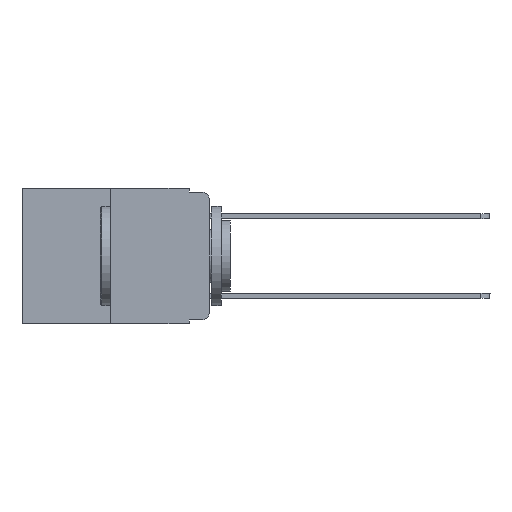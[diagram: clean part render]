
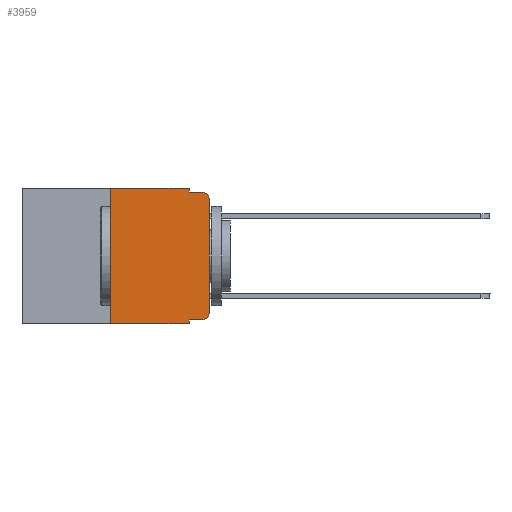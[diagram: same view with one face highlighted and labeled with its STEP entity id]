
A CAD part, left-side view. The second image highlights one B-rep face of the part: STEP entity #3959.
In plain terms, the highlighted planar face has unit normal (-1, 0, 0).
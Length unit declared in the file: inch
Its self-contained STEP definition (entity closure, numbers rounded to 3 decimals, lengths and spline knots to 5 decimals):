
#359 = EDGE_CURVE ( 'NONE', #10814, #7384, #12466, .T. ) ;
#561 = VECTOR ( 'NONE', #11319, 39.37008 ) ;
#599 = VERTEX_POINT ( 'NONE', #15705 ) ;
#1006 = EDGE_CURVE ( 'NONE', #1835, #5037, #8989, .T. ) ;
#1019 = DIRECTION ( 'NONE',  ( 0., -1., 0. ) ) ;
#1312 = VERTEX_POINT ( 'NONE', #13526 ) ;
#1642 = EDGE_CURVE ( 'NONE', #3730, #599, #3014, .T. ) ;
#1835 = VERTEX_POINT ( 'NONE', #8199 ) ;
#1945 = CARTESIAN_POINT ( 'NONE',  ( 0., 0.25, -0.343 ) ) ;
#1970 = LINE ( 'NONE', #6656, #3816 ) ;
#2148 = VECTOR ( 'NONE', #1019, 39.37008 ) ;
#2659 = DIRECTION ( 'NONE',  ( 1., 0., 0. ) ) ;
#2698 = EDGE_CURVE ( 'NONE', #1312, #7384, #11781, .T. ) ;
#3014 = LINE ( 'NONE', #3468, #561 ) ;
#3429 = CARTESIAN_POINT ( 'NONE',  ( 0., 0.02, -0.333 ) ) ;
#3467 = CARTESIAN_POINT ( 'NONE',  ( 0., 0.051, 0. ) ) ;
#3468 = CARTESIAN_POINT ( 'NONE',  ( 0., 0.051, 0. ) ) ;
#3501 = DIRECTION ( 'NONE',  ( 0., 0., 1. ) ) ;
#3730 = VERTEX_POINT ( 'NONE', #9975 ) ;
#3816 = VECTOR ( 'NONE', #5445, 39.37008 ) ;
#3959 = ADVANCED_FACE ( 'NONE', ( #16241 ), #13344, .F. ) ;
#4108 = ORIENTED_EDGE ( 'NONE', *, *, #1642, .F. ) ;
#4436 = LINE ( 'NONE', #3467, #10169 ) ;
#4469 = EDGE_CURVE ( 'NONE', #5037, #1312, #4436, .T. ) ;
#4767 = DIRECTION ( 'NONE',  ( -1., 0., 0. ) ) ;
#5037 = VERTEX_POINT ( 'NONE', #11039 ) ;
#5102 = CARTESIAN_POINT ( 'NONE',  ( 0., 0.473, 0. ) ) ;
#5141 = VECTOR ( 'NONE', #12699, 39.37008 ) ;
#5445 = DIRECTION ( 'NONE',  ( 0., -1., 0. ) ) ;
#5479 = VECTOR ( 'NONE', #13968, 39.37008 ) ;
#5511 = ORIENTED_EDGE ( 'NONE', *, *, #12192, .T. ) ;
#5805 = CARTESIAN_POINT ( 'NONE',  ( 0., 0.051, -0.01 ) ) ;
#6003 = VECTOR ( 'NONE', #10018, 39.37008 ) ;
#6235 = CARTESIAN_POINT ( 'NONE',  ( 0., 0.02, -0.313 ) ) ;
#6649 = ORIENTED_EDGE ( 'NONE', *, *, #1006, .F. ) ;
#6656 = CARTESIAN_POINT ( 'NONE',  ( 0., 0.051, -0.333 ) ) ;
#6982 = LINE ( 'NONE', #15265, #5141 ) ;
#7384 = VERTEX_POINT ( 'NONE', #16269 ) ;
#7445 = VERTEX_POINT ( 'NONE', #1945 ) ;
#8199 = CARTESIAN_POINT ( 'NONE',  ( 0., 0.25, 0. ) ) ;
#8555 = EDGE_CURVE ( 'NONE', #7445, #599, #6982, .T. ) ;
#8720 = CARTESIAN_POINT ( 'NONE',  ( 0., 0., 0. ) ) ;
#8981 = DIRECTION ( 'NONE',  ( 0., 0., -1. ) ) ;
#8989 = LINE ( 'NONE', #16388, #5479 ) ;
#9083 = DIRECTION ( 'NONE',  ( -1., 0., 0. ) ) ;
#9639 = EDGE_CURVE ( 'NONE', #7445, #1835, #10206, .T. ) ;
#9923 = CARTESIAN_POINT ( 'NONE',  ( 0., 0.02, -0.03 ) ) ;
#9975 = CARTESIAN_POINT ( 'NONE',  ( 0., 0.051, -0.333 ) ) ;
#10018 = DIRECTION ( 'NONE',  ( 0., 0., 1. ) ) ;
#10106 = DIRECTION ( 'NONE',  ( 0., 0., -1. ) ) ;
#10167 = ORIENTED_EDGE ( 'NONE', *, *, #359, .T. ) ;
#10169 = VECTOR ( 'NONE', #10106, 39.37008 ) ;
#10200 = EDGE_LOOP ( 'NONE', ( #5511, #10167, #15945, #15910, #6649, #12705, #13207, #4108, #16418, #14426 ) ) ;
#10206 = LINE ( 'NONE', #11524, #13311 ) ;
#10424 = EDGE_CURVE ( 'NONE', #3730, #12505, #1970, .T. ) ;
#10463 = DIRECTION ( 'NONE',  ( 0., 0., -1. ) ) ;
#10464 = CARTESIAN_POINT ( 'NONE',  ( 0., 0., -0.313 ) ) ;
#10542 = AXIS2_PLACEMENT_3D ( 'NONE', #6235, #9083, #8981 ) ;
#10653 = CARTESIAN_POINT ( 'NONE',  ( 0., 0., -0.03 ) ) ;
#10814 = VERTEX_POINT ( 'NONE', #10653 ) ;
#11039 = CARTESIAN_POINT ( 'NONE',  ( 0., 0.051, 0. ) ) ;
#11319 = DIRECTION ( 'NONE',  ( 0., 0., -1. ) ) ;
#11524 = CARTESIAN_POINT ( 'NONE',  ( 0., 0.25, 0. ) ) ;
#11781 = LINE ( 'NONE', #5805, #2148 ) ;
#12192 = EDGE_CURVE ( 'NONE', #16668, #10814, #14825, .T. ) ;
#12466 = CIRCLE ( 'NONE', #16260, 0.02 ) ;
#12505 = VERTEX_POINT ( 'NONE', #3429 ) ;
#12636 = DIRECTION ( 'NONE',  ( 0., 0., -1. ) ) ;
#12699 = DIRECTION ( 'NONE',  ( 0., -1., 0. ) ) ;
#12705 = ORIENTED_EDGE ( 'NONE', *, *, #9639, .F. ) ;
#13207 = ORIENTED_EDGE ( 'NONE', *, *, #8555, .T. ) ;
#13311 = VECTOR ( 'NONE', #3501, 39.37008 ) ;
#13344 = PLANE ( 'NONE',  #14048 ) ;
#13526 = CARTESIAN_POINT ( 'NONE',  ( 0., 0.051, -0.01 ) ) ;
#13686 = CIRCLE ( 'NONE', #10542, 0.02 ) ;
#13968 = DIRECTION ( 'NONE',  ( 0., -1., 0. ) ) ;
#14048 = AXIS2_PLACEMENT_3D ( 'NONE', #5102, #2659, #10463 ) ;
#14426 = ORIENTED_EDGE ( 'NONE', *, *, #16440, .T. ) ;
#14825 = LINE ( 'NONE', #8720, #6003 ) ;
#15265 = CARTESIAN_POINT ( 'NONE',  ( 0., 0.473, -0.343 ) ) ;
#15705 = CARTESIAN_POINT ( 'NONE',  ( 0., 0.051, -0.343 ) ) ;
#15910 = ORIENTED_EDGE ( 'NONE', *, *, #4469, .F. ) ;
#15945 = ORIENTED_EDGE ( 'NONE', *, *, #2698, .F. ) ;
#16241 = FACE_OUTER_BOUND ( 'NONE', #10200, .T. ) ;
#16260 = AXIS2_PLACEMENT_3D ( 'NONE', #9923, #4767, #12636 ) ;
#16269 = CARTESIAN_POINT ( 'NONE',  ( 0., 0.02, -0.01 ) ) ;
#16388 = CARTESIAN_POINT ( 'NONE',  ( 0., 0.473, 0. ) ) ;
#16418 = ORIENTED_EDGE ( 'NONE', *, *, #10424, .T. ) ;
#16440 = EDGE_CURVE ( 'NONE', #12505, #16668, #13686, .T. ) ;
#16668 = VERTEX_POINT ( 'NONE', #10464 ) ;
